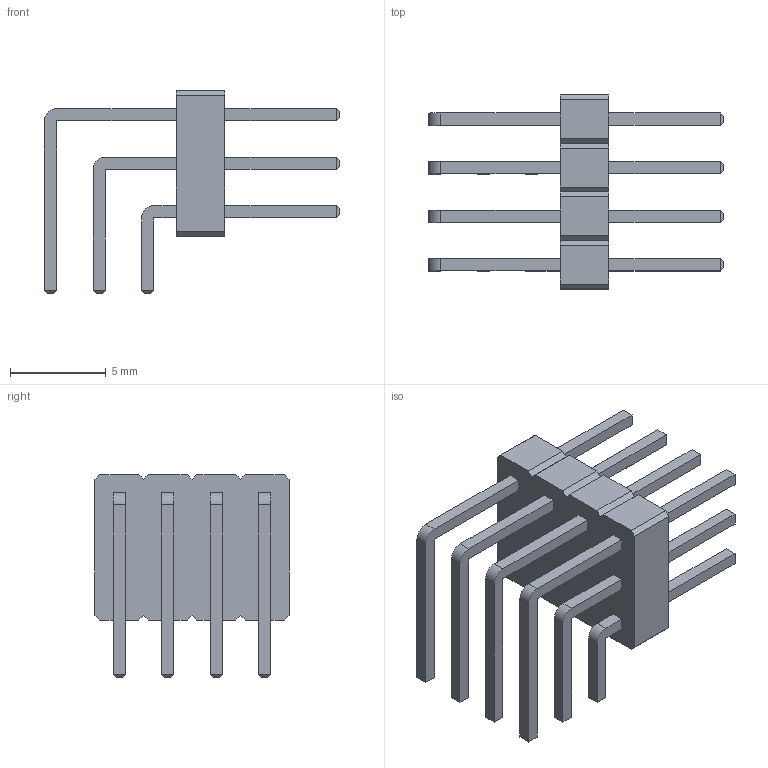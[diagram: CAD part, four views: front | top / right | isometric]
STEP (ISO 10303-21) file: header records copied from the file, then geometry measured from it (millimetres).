
FILE_DESCRIPTION (( 'STEP AP214' ), '1' );
FILE_NAME ('PinHeader_3x04_P2.54mm_Horizontal.step', '2020-04-25T14:43:47', ( '' ), ( '' ), 'SwSTEP 2.0', 'SolidWorks 2017', '' );
FILE_SCHEMA (( 'AUTOMOTIVE_DESIGN' ));
Length unit declared in the file: millimetre
Products named in the file (1): PinHeader_3x04_P2.54mm_Horizontal
Bounding box: 15.44 x 10.16 x 10.62 mm (x, y, z)
Volume: 276.8 mm3; surface area: 752.5 mm2
Topology: 1 solids, 1 shells, 280 faces, 666 edges, 412 vertices
Faces by surface type: plane 268, cylinder 12
Entity records: 8148 total; most frequent: CARTESIAN_POINT 1359, ORIENTED_EDGE 1332, DIRECTION 1252, EDGE_CURVE 666, VECTOR 642, LINE 642, VERTEX_POINT 412, AXIS2_PLACEMENT_3D 305
